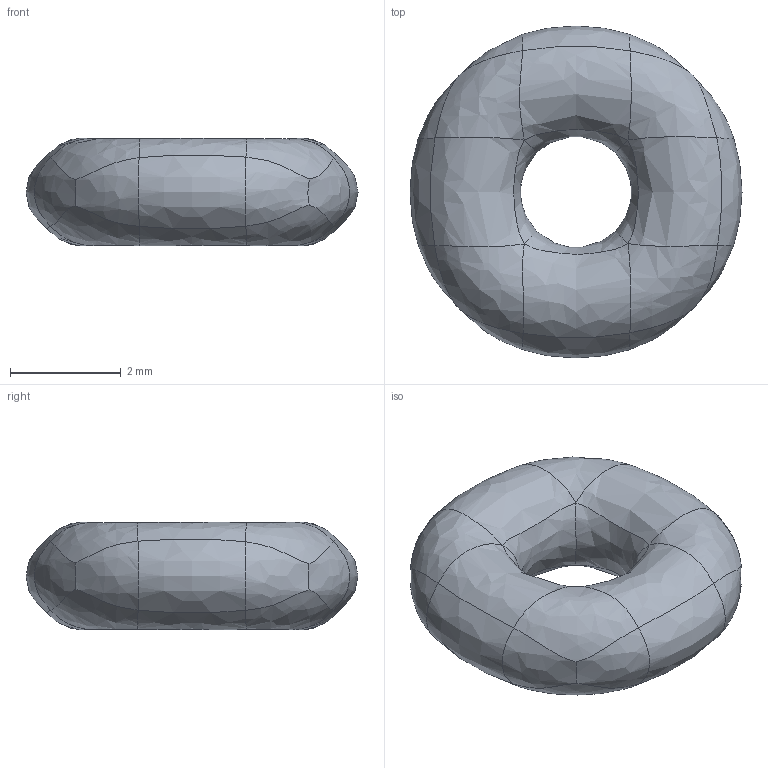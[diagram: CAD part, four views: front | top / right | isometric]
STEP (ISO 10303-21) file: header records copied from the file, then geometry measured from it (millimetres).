
FILE_DESCRIPTION(('FreeCAD Model'),'2;1');
FILE_NAME('./Torus_NURBS_AllRaised.step','2016-02-25T18:51:00',( 'FreeCAD'),('FreeCAD'),'Open CASCADE STEP processor 6.7','FreeCAD', 'Unknown');
FILE_SCHEMA(('AUTOMOTIVE_DESIGN_CC2 { 1 2 10303 214 -1 1 5 4 }'));
Length unit declared in the file: millimetre
Products named in the file (1): Shape
Bounding box: 6.01 x 6.01 x 1.94 mm (x, y, z)
Volume: 38 mm3; surface area: 77.8 mm2
Topology: 1 solids, 1 shells, 32 faces, 64 edges, 32 vertices
Faces by surface type: bspline 32
Entity records: 7538 total; most frequent: CARTESIAN_POINT 6401, DIRECTION 130, ORIENTED_EDGE 128, PCURVE 128, DEFINITIONAL_REPRESENTATION 128, LINE 128, VECTOR 128, EDGE_CURVE 64
